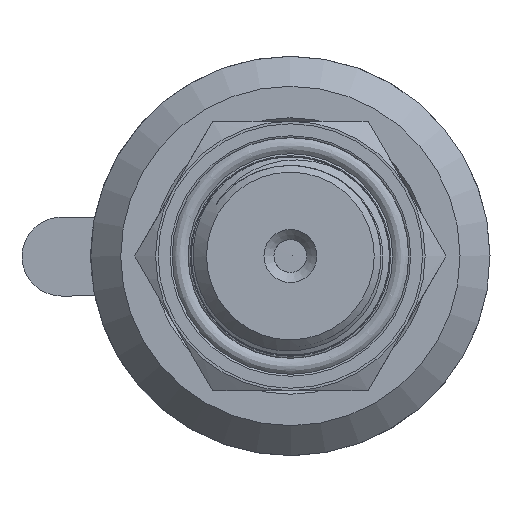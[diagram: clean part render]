
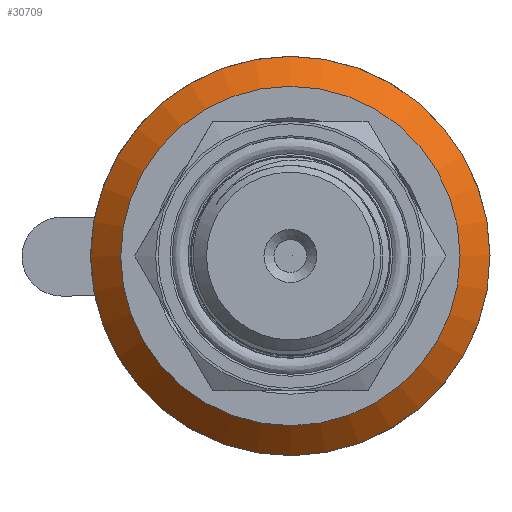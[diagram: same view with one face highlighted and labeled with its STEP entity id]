
A CAD part, left-side view. The second image highlights one B-rep face of the part: STEP entity #30709.
In plain terms, the highlighted conical face has half-angle 45 degrees and reference radius 18.5 mm.
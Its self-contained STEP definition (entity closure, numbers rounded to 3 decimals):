
#1739=CONICAL_SURFACE('',#32437,18.5,0.785);
#2392=FACE_OUTER_BOUND('',#4145,.T.);
#4145=EDGE_LOOP('',(#23808,#23809,#23810,#23811));
#5551=CIRCLE('',#32436,20.);
#5552=CIRCLE('',#32438,17.);
#7612=LINE('',#59205,#10580);
#10580=VECTOR('',#35769,18.5);
#13941=VERTEX_POINT('',#59200);
#13942=VERTEX_POINT('',#59204);
#17562=EDGE_CURVE('',#13941,#13941,#5551,.T.);
#17563=EDGE_CURVE('',#13941,#13942,#7612,.T.);
#17564=EDGE_CURVE('',#13942,#13942,#5552,.T.);
#23808=ORIENTED_EDGE('',*,*,#17562,.F.);
#23809=ORIENTED_EDGE('',*,*,#17563,.T.);
#23810=ORIENTED_EDGE('',*,*,#17564,.T.);
#23811=ORIENTED_EDGE('',*,*,#17563,.F.);
#30709=ADVANCED_FACE('',(#2392),#1739,.T.);
#32436=AXIS2_PLACEMENT_3D('',#59202,#35765,#35766);
#32437=AXIS2_PLACEMENT_3D('',#59203,#35767,#35768);
#32438=AXIS2_PLACEMENT_3D('',#59206,#35770,#35771);
#35765=DIRECTION('center_axis',(-1.,0.,0.));
#35766=DIRECTION('ref_axis',(0.,0.,
-1.));
#35767=DIRECTION('center_axis',(-1.,0.,0.));
#35768=DIRECTION('ref_axis',(0.,-1.,0.));
#35769=DIRECTION('',(0.707,-0.707,0.));
#35770=DIRECTION('center_axis',(-1.,0.,0.));
#35771=DIRECTION('ref_axis',(0.,0.,
-1.));
#59200=CARTESIAN_POINT('',(21.,20.,0.));
#59202=CARTESIAN_POINT('Origin',(21.,0.,0.));
#59203=CARTESIAN_POINT('Origin',(22.5,0.,0.));
#59204=CARTESIAN_POINT('',(24.,17.,0.));
#59205=CARTESIAN_POINT('',(22.5,18.5,0.));
#59206=CARTESIAN_POINT('Origin',(24.,0.,0.));
